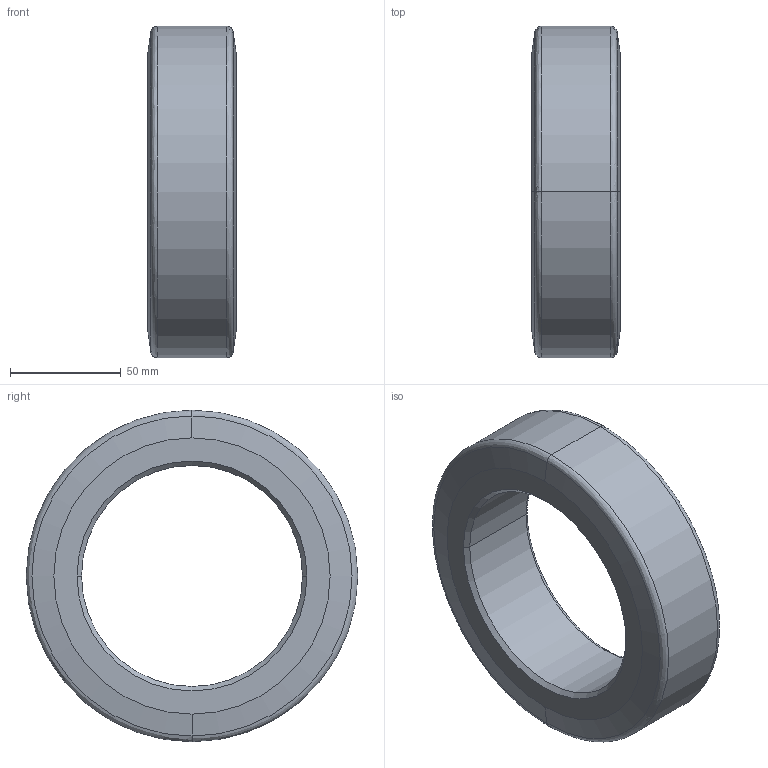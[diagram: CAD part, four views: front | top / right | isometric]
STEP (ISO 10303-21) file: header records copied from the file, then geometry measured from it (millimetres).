
FILE_DESCRIPTION (( 'STEP AP214' ), '1' );
FILE_NAME ('0015223.step', '2022-09-20T08:55:33', ( '' ), ( '' ), 'SwSTEP 2.0', 'SolidWorks 2020', '' );
FILE_SCHEMA (( 'AUTOMOTIVE_DESIGN' ));
Length unit declared in the file: inch
Products named in the file (1): 0015223
Bounding box: 40 x 150 x 150 mm (x, y, z)
Volume: 380755.8 mm3; surface area: 47999.6 mm2
Topology: 1 solids, 1 shells, 18 faces, 38 edges, 22 vertices
Faces by surface type: bspline 6, cone 6, cylinder 4, plane 2
Entity records: 1071 total; most frequent: CARTESIAN_POINT 412, DIRECTION 88, ORIENTED_EDGE 76, AXIS2_PLACEMENT_3D 39, EDGE_CURVE 38, CIRCLE 26, VERTEX_POINT 22, UNCERTAINTY_MEASURE_WITH_UNIT 21
